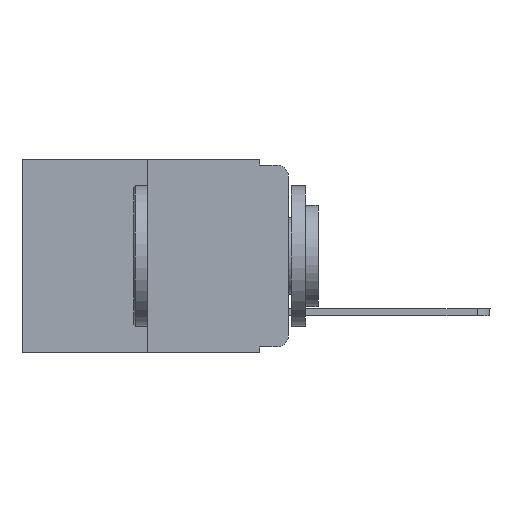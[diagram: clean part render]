
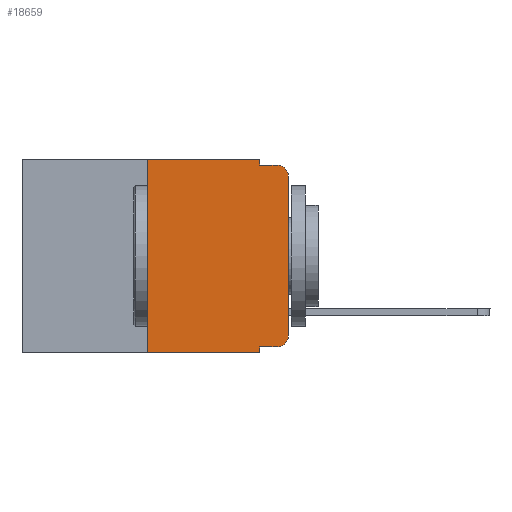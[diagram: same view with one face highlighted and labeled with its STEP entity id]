
A CAD part, left-side view. The second image highlights one B-rep face of the part: STEP entity #18659.
In plain terms, the highlighted planar face has unit normal (-1, 0, 0).
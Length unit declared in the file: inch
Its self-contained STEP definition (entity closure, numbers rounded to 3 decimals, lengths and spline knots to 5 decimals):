
#7 = VERTEX_POINT ( 'NONE', #381 ) ;
#285 = CARTESIAN_POINT ( 'NONE',  ( 0., 0.473, 0. ) ) ;
#336 = ORIENTED_EDGE ( 'NONE', *, *, #3163, .F. ) ;
#381 = CARTESIAN_POINT ( 'NONE',  ( 0., 0.25, 0. ) ) ;
#526 = CARTESIAN_POINT ( 'NONE',  ( 0., 0.25, -0.343 ) ) ;
#1351 = VERTEX_POINT ( 'NONE', #526 ) ;
#1396 = EDGE_CURVE ( 'NONE', #7310, #3024, #4143, .T. ) ;
#2186 = DIRECTION ( 'NONE',  ( 0., 0., -1. ) ) ;
#2516 = DIRECTION ( 'NONE',  ( 0., 0., -1. ) ) ;
#2634 = LINE ( 'NONE', #4529, #7691 ) ;
#3024 = VERTEX_POINT ( 'NONE', #7269 ) ;
#3163 = EDGE_CURVE ( 'NONE', #19638, #10573, #2634, .T. ) ;
#3578 = FACE_OUTER_BOUND ( 'NONE', #10404, .T. ) ;
#4143 = LINE ( 'NONE', #9199, #4936 ) ;
#4146 = CARTESIAN_POINT ( 'NONE',  ( 0., 0.473, -0.343 ) ) ;
#4176 = DIRECTION ( 'NONE',  ( -1., 0., 0. ) ) ;
#4529 = CARTESIAN_POINT ( 'NONE',  ( 0., 0.051, -0.01 ) ) ;
#4544 = EDGE_CURVE ( 'NONE', #7, #5505, #8328, .T. ) ;
#4884 = CIRCLE ( 'NONE', #9257, 0.02 ) ;
#4936 = VECTOR ( 'NONE', #15640, 39.37008 ) ;
#5054 = CARTESIAN_POINT ( 'NONE',  ( 0., 0.473, 0. ) ) ;
#5436 = VERTEX_POINT ( 'NONE', #13335 ) ;
#5505 = VERTEX_POINT ( 'NONE', #7399 ) ;
#6430 = ORIENTED_EDGE ( 'NONE', *, *, #20074, .F. ) ;
#6501 = VERTEX_POINT ( 'NONE', #9639 ) ;
#6635 = DIRECTION ( 'NONE',  ( 0., -1., 0. ) ) ;
#7131 = ORIENTED_EDGE ( 'NONE', *, *, #10275, .F. ) ;
#7269 = CARTESIAN_POINT ( 'NONE',  ( 0., 0., -0.03 ) ) ;
#7273 = DIRECTION ( 'NONE',  ( 0., 0., 1. ) ) ;
#7310 = VERTEX_POINT ( 'NONE', #17594 ) ;
#7398 = CARTESIAN_POINT ( 'NONE',  ( 0., 0.051, -0.01 ) ) ;
#7399 = CARTESIAN_POINT ( 'NONE',  ( 0., 0.051, 0. ) ) ;
#7443 = DIRECTION ( 'NONE',  ( 0., 0., -1. ) ) ;
#7675 = AXIS2_PLACEMENT_3D ( 'NONE', #5054, #10142, #16456 ) ;
#7691 = VECTOR ( 'NONE', #15716, 39.37008 ) ;
#7770 = DIRECTION ( 'NONE',  ( 0., -1., 0. ) ) ;
#8328 = LINE ( 'NONE', #285, #11570 ) ;
#8352 = EDGE_CURVE ( 'NONE', #6501, #5436, #14148, .T. ) ;
#8867 = LINE ( 'NONE', #15315, #18141 ) ;
#9128 = ORIENTED_EDGE ( 'NONE', *, *, #15923, .T. ) ;
#9146 = CARTESIAN_POINT ( 'NONE',  ( 0., 0.02, -0.03 ) ) ;
#9199 = CARTESIAN_POINT ( 'NONE',  ( 0., 0., 0. ) ) ;
#9257 = AXIS2_PLACEMENT_3D ( 'NONE', #12204, #4176, #7443 ) ;
#9639 = CARTESIAN_POINT ( 'NONE',  ( 0., 0.051, -0.333 ) ) ;
#9826 = CARTESIAN_POINT ( 'NONE',  ( 0., 0.02, -0.01 ) ) ;
#10034 = PLANE ( 'NONE',  #7675 ) ;
#10056 = AXIS2_PLACEMENT_3D ( 'NONE', #9146, #18746, #17572 ) ;
#10142 = DIRECTION ( 'NONE',  ( 1., 0., 0. ) ) ;
#10243 = CARTESIAN_POINT ( 'NONE',  ( 0., 0.051, 0. ) ) ;
#10275 = EDGE_CURVE ( 'NONE', #1351, #7, #11738, .T. ) ;
#10404 = EDGE_LOOP ( 'NONE', ( #18326, #9128, #336, #6430, #14933, #7131, #19194, #18851, #14313, #12185 ) ) ;
#10573 = VERTEX_POINT ( 'NONE', #9826 ) ;
#11310 = EDGE_CURVE ( 'NONE', #15674, #7310, #4884, .T. ) ;
#11570 = VECTOR ( 'NONE', #6635, 39.37008 ) ;
#11738 = LINE ( 'NONE', #16484, #11891 ) ;
#11891 = VECTOR ( 'NONE', #7273, 39.37008 ) ;
#12009 = VECTOR ( 'NONE', #17005, 39.37008 ) ;
#12185 = ORIENTED_EDGE ( 'NONE', *, *, #11310, .T. ) ;
#12204 = CARTESIAN_POINT ( 'NONE',  ( 0., 0.02, -0.313 ) ) ;
#12742 = EDGE_CURVE ( 'NONE', #1351, #5436, #14291, .T. ) ;
#13335 = CARTESIAN_POINT ( 'NONE',  ( 0., 0.051, -0.343 ) ) ;
#14148 = LINE ( 'NONE', #20270, #18627 ) ;
#14149 = VECTOR ( 'NONE', #2186, 39.37008 ) ;
#14291 = LINE ( 'NONE', #4146, #12009 ) ;
#14313 = ORIENTED_EDGE ( 'NONE', *, *, #17221, .T. ) ;
#14902 = LINE ( 'NONE', #10243, #14149 ) ;
#14933 = ORIENTED_EDGE ( 'NONE', *, *, #4544, .F. ) ;
#15315 = CARTESIAN_POINT ( 'NONE',  ( 0., 0.051, -0.333 ) ) ;
#15640 = DIRECTION ( 'NONE',  ( 0., 0., 1. ) ) ;
#15674 = VERTEX_POINT ( 'NONE', #19713 ) ;
#15716 = DIRECTION ( 'NONE',  ( 0., -1., 0. ) ) ;
#15923 = EDGE_CURVE ( 'NONE', #3024, #10573, #19136, .T. ) ;
#16456 = DIRECTION ( 'NONE',  ( 0., 0., -1. ) ) ;
#16484 = CARTESIAN_POINT ( 'NONE',  ( 0., 0.25, 0. ) ) ;
#17005 = DIRECTION ( 'NONE',  ( 0., -1., 0. ) ) ;
#17221 = EDGE_CURVE ( 'NONE', #6501, #15674, #8867, .T. ) ;
#17572 = DIRECTION ( 'NONE',  ( 0., 0., -1. ) ) ;
#17594 = CARTESIAN_POINT ( 'NONE',  ( 0., 0., -0.313 ) ) ;
#18141 = VECTOR ( 'NONE', #7770, 39.37008 ) ;
#18326 = ORIENTED_EDGE ( 'NONE', *, *, #1396, .T. ) ;
#18627 = VECTOR ( 'NONE', #2516, 39.37008 ) ;
#18659 = ADVANCED_FACE ( 'NONE', ( #3578 ), #10034, .F. ) ;
#18746 = DIRECTION ( 'NONE',  ( -1., 0., 0. ) ) ;
#18851 = ORIENTED_EDGE ( 'NONE', *, *, #8352, .F. ) ;
#19136 = CIRCLE ( 'NONE', #10056, 0.02 ) ;
#19194 = ORIENTED_EDGE ( 'NONE', *, *, #12742, .T. ) ;
#19638 = VERTEX_POINT ( 'NONE', #7398 ) ;
#19713 = CARTESIAN_POINT ( 'NONE',  ( 0., 0.02, -0.333 ) ) ;
#20074 = EDGE_CURVE ( 'NONE', #5505, #19638, #14902, .T. ) ;
#20270 = CARTESIAN_POINT ( 'NONE',  ( 0., 0.051, 0. ) ) ;
